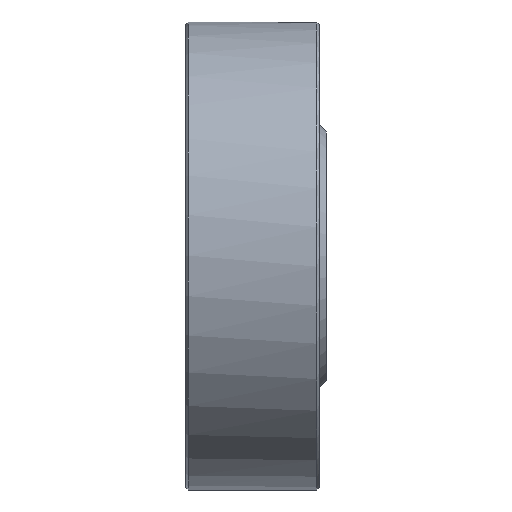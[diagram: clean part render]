
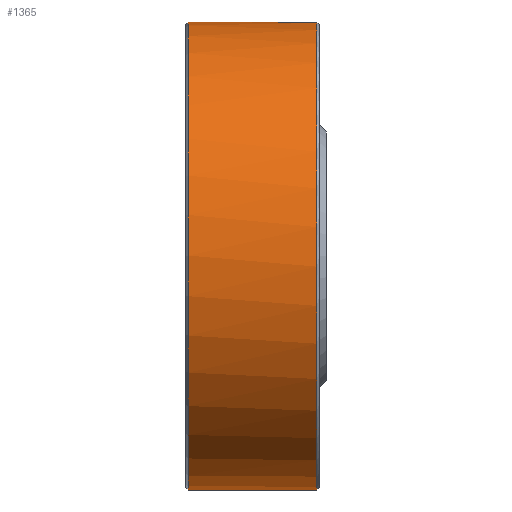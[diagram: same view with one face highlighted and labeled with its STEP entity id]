
A CAD part, top view. The second image highlights one B-rep face of the part: STEP entity #1365.
In plain terms, the highlighted cylindrical face has radius 100 mm (diameter 200 mm), a full revolution.
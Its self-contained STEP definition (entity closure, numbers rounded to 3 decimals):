
#59=CYLINDRICAL_SURFACE('',#1542,100.);
#203=FACE_OUTER_BOUND('',#296,.T.);
#296=EDGE_LOOP('',(#1214,#1215,#1216,#1217,#1218,#1219,#1220,#1221,#1222));
#329=CIRCLE('',#1398,100.);
#407=CIRCLE('',#1539,100.);
#408=CIRCLE('',#1540,100.);
#410=CIRCLE('',#1543,100.);
#411=CIRCLE('',#1544,100.);
#488=LINE('',#2607,#561);
#490=LINE('',#2610,#563);
#494=LINE('',#2690,#567);
#561=VECTOR('',#1817,10.);
#563=VECTOR('',#1819,10.);
#567=VECTOR('',#1937,100.);
#571=VERTEX_POINT('',#1987);
#573=VERTEX_POINT('',#1991);
#671=VERTEX_POINT('',#2602);
#672=VERTEX_POINT('',#2606);
#673=VERTEX_POINT('',#2608);
#690=VERTEX_POINT('',#2680);
#691=VERTEX_POINT('',#2681);
#706=EDGE_CURVE('',#573,#571,#329,.T.);
#838=EDGE_CURVE('',#672,#671,#488,.T.);
#840=EDGE_CURVE('',#573,#673,#490,.T.);
#876=EDGE_CURVE('',#690,#691,#407,.T.);
#877=EDGE_CURVE('',#691,#690,#408,.T.);
#880=EDGE_CURVE('',#673,#672,#410,.T.);
#881=EDGE_CURVE('',#571,#671,#411,.T.);
#882=EDGE_CURVE('',#571,#691,#494,.T.);
#1214=ORIENTED_EDGE('',*,*,#706,.F.);
#1215=ORIENTED_EDGE('',*,*,#840,.T.);
#1216=ORIENTED_EDGE('',*,*,#880,.T.);
#1217=ORIENTED_EDGE('',*,*,#838,.T.);
#1218=ORIENTED_EDGE('',*,*,#881,.F.);
#1219=ORIENTED_EDGE('',*,*,#882,.T.);
#1220=ORIENTED_EDGE('',*,*,#876,.F.);
#1221=ORIENTED_EDGE('',*,*,#877,.F.);
#1222=ORIENTED_EDGE('',*,*,#882,.F.);
#1365=ADVANCED_FACE('',(#203),#59,.T.);
#1398=AXIS2_PLACEMENT_3D('',#1995,#1574,#1575);
#1539=AXIS2_PLACEMENT_3D('',#2682,#1924,#1925);
#1540=AXIS2_PLACEMENT_3D('',#2683,#1926,#1927);
#1542=AXIS2_PLACEMENT_3D('',#2687,#1931,#1932);
#1543=AXIS2_PLACEMENT_3D('',#2688,#1933,#1934);
#1544=AXIS2_PLACEMENT_3D('',#2689,#1935,#1936);
#1574=DIRECTION('center_axis',(1.,0.,0.));
#1575=DIRECTION('ref_axis',(0.,1.,0.));
#1817=DIRECTION('',(1.,0.,0.));
#1819=DIRECTION('',(-1.,0.,0.));
#1924=DIRECTION('center_axis',(-1.,0.,0.));
#1925=DIRECTION('ref_axis',(0.,-1.,0.));
#1926=DIRECTION('center_axis',(-1.,0.,0.));
#1927=DIRECTION('ref_axis',(0.,-1.,0.));
#1931=DIRECTION('center_axis',(1.,0.,0.));
#1932=DIRECTION('ref_axis',(0.,1.,0.));
#1933=DIRECTION('center_axis',(-1.,0.,0.));
#1934=DIRECTION('ref_axis',(0.,1.,0.));
#1935=DIRECTION('center_axis',(1.,0.,0.));
#1936=DIRECTION('ref_axis',(0.,1.,0.));
#1937=DIRECTION('',(-1.,0.,0.));
#1987=CARTESIAN_POINT('',(54.,-100.,0.));
#1991=CARTESIAN_POINT('',(54.,14.107,-99.));
#1995=CARTESIAN_POINT('Origin',(54.,0.,0.));
#2602=CARTESIAN_POINT('',(54.,-14.107,-99.));
#2606=CARTESIAN_POINT('',(33.,-14.107,-99.));
#2607=CARTESIAN_POINT('',(26.5,-14.107,-99.));
#2608=CARTESIAN_POINT('',(33.,14.107,-99.));
#2610=CARTESIAN_POINT('',(26.5,14.107,-99.));
#2680=CARTESIAN_POINT('',(-1.,100.,0.));
#2681=CARTESIAN_POINT('',(-1.,-100.,0.));
#2682=CARTESIAN_POINT('Origin',(-1.,0.,
0.));
#2683=CARTESIAN_POINT('Origin',(-1.,0.,
0.));
#2687=CARTESIAN_POINT('Origin',(26.5,0.,0.));
#2688=CARTESIAN_POINT('Origin',(33.,0.,0.));
#2689=CARTESIAN_POINT('Origin',(54.,0.,0.));
#2690=CARTESIAN_POINT('',(26.5,-100.,0.));
